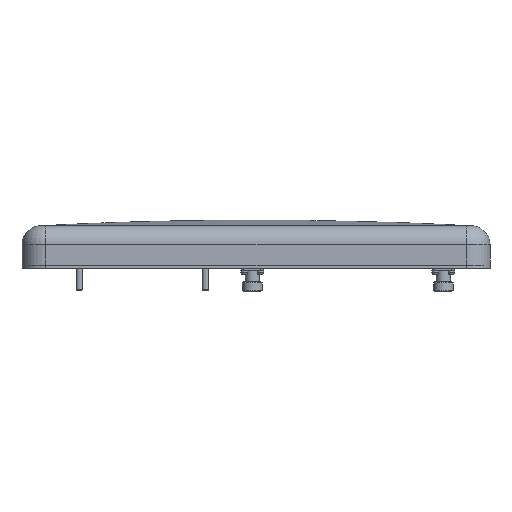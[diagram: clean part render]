
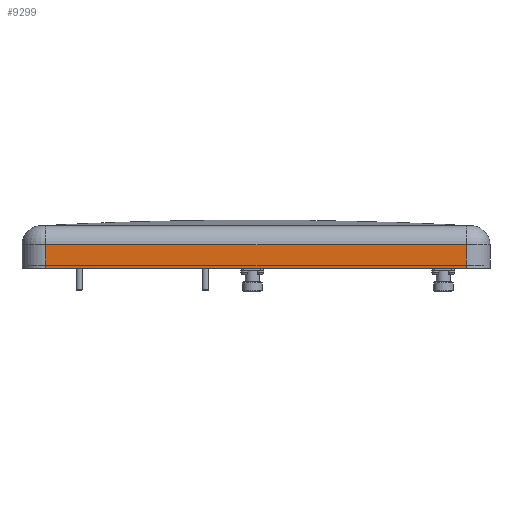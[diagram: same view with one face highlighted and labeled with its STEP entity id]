
A CAD part, left-side view. The second image highlights one B-rep face of the part: STEP entity #9299.
In plain terms, the highlighted planar face has unit normal (-1, 0, 0).
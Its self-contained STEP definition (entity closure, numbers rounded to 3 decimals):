
#703 = ORIENTED_EDGE ( 'NONE', *, *, #18147, .T. ) ;
#1005 = CARTESIAN_POINT ( 'NONE',  ( -185.4, 166.4, 33.6 ) ) ;
#1608 = VERTEX_POINT ( 'NONE', #15810 ) ;
#1896 = CARTESIAN_POINT ( 'NONE',  ( -185.4, -166.4, 0. ) ) ;
#2968 = VECTOR ( 'NONE', #17973, 1000. ) ;
#2971 = DIRECTION ( 'NONE',  ( 0., 0., -1. ) ) ;
#4485 = ORIENTED_EDGE ( 'NONE', *, *, #17117, .F. ) ;
#5140 = VECTOR ( 'NONE', #2971, 1000. ) ;
#6656 = CARTESIAN_POINT ( 'NONE',  ( -185.4, -166.4, 33.6 ) ) ;
#7015 = VECTOR ( 'NONE', #15806, 1000. ) ;
#7370 = CARTESIAN_POINT ( 'NONE',  ( -185.4, -166.4, 33.6 ) ) ;
#7986 = LINE ( 'NONE', #1005, #2968 ) ;
#8063 = VERTEX_POINT ( 'NONE', #1896 ) ;
#8609 = VECTOR ( 'NONE', #16647, 1000. ) ;
#9214 = LINE ( 'NONE', #14715, #8609 ) ;
#9266 = DIRECTION ( 'NONE',  ( 0., 0., 1. ) ) ;
#9299 = ADVANCED_FACE ( 'NONE', ( #14232 ), #22310, .F. ) ;
#10154 = EDGE_CURVE ( 'NONE', #23453, #1608, #9214, .T. ) ;
#12600 = LINE ( 'NONE', #13852, #7015 ) ;
#13852 = CARTESIAN_POINT ( 'NONE',  ( -185.4, -166.4, 0. ) ) ;
#14232 = FACE_OUTER_BOUND ( 'NONE', #19228, .T. ) ;
#14569 = LINE ( 'NONE', #6656, #5140 ) ;
#14715 = CARTESIAN_POINT ( 'NONE',  ( -185.4, 166.4, 18.6 ) ) ;
#15806 = DIRECTION ( 'NONE',  ( 0., -1., 0. ) ) ;
#15810 = CARTESIAN_POINT ( 'NONE',  ( -185.4, 166.4, 18.6 ) ) ;
#16647 = DIRECTION ( 'NONE',  ( 0., 1., 0. ) ) ;
#17117 = EDGE_CURVE ( 'NONE', #23453, #8063, #14569, .T. ) ;
#17490 = ORIENTED_EDGE ( 'NONE', *, *, #23934, .T. ) ;
#17652 = VERTEX_POINT ( 'NONE', #23405 ) ;
#17973 = DIRECTION ( 'NONE',  ( 0., 0., -1. ) ) ;
#18147 = EDGE_CURVE ( 'NONE', #1608, #17652, #7986, .T. ) ;
#19228 = EDGE_LOOP ( 'NONE', ( #4485, #21241, #703, #17490 ) ) ;
#19284 = CARTESIAN_POINT ( 'NONE',  ( -185.4, -166.4, 18.6 ) ) ;
#20603 = DIRECTION ( 'NONE',  ( 1., 0., 0. ) ) ;
#20756 = AXIS2_PLACEMENT_3D ( 'NONE', #7370, #20603, #9266 ) ;
#21241 = ORIENTED_EDGE ( 'NONE', *, *, #10154, .T. ) ;
#22310 = PLANE ( 'NONE',  #20756 ) ;
#23405 = CARTESIAN_POINT ( 'NONE',  ( -185.4, 166.4, 0. ) ) ;
#23453 = VERTEX_POINT ( 'NONE', #19284 ) ;
#23934 = EDGE_CURVE ( 'NONE', #17652, #8063, #12600, .T. ) ;
